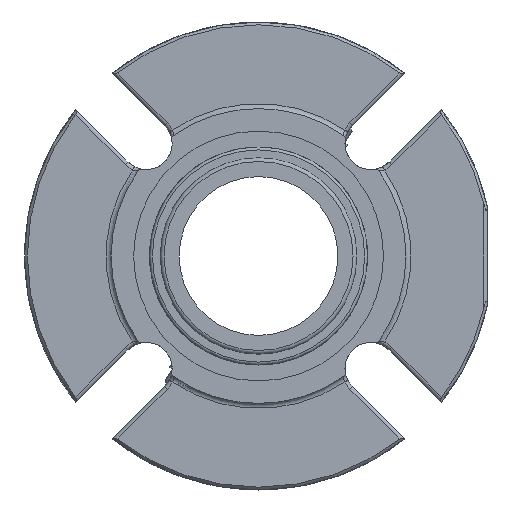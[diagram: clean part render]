
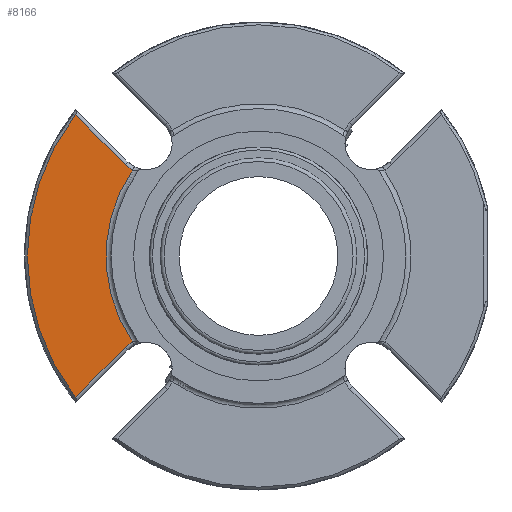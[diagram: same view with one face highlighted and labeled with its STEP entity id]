
A CAD part, left-side view. The second image highlights one B-rep face of the part: STEP entity #8166.
In plain terms, the highlighted planar face has unit normal (-1, 0, 0).
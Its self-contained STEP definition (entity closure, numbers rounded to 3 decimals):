
#937=LINE('',#15823,#1418);
#976=LINE('',#16131,#1457);
#1418=VECTOR('',#10188,1000.);
#1457=VECTOR('',#10365,1000.);
#1688=PLANE('',#8789);
#3165=ORIENTED_EDGE('',*,*,#4912,.T.);
#3166=ORIENTED_EDGE('',*,*,#4906,.F.);
#3167=ORIENTED_EDGE('',*,*,#5016,.T.);
#3168=ORIENTED_EDGE('',*,*,#5017,.T.);
#3169=ORIENTED_EDGE('',*,*,#5018,.T.);
#3170=ORIENTED_EDGE('',*,*,#5019,.T.);
#4906=EDGE_CURVE('',#5910,#5911,#6373,.T.);
#4912=EDGE_CURVE('',#5916,#5911,#937,.F.);
#5016=EDGE_CURVE('',#5910,#5985,#976,.F.);
#5017=EDGE_CURVE('',#5985,#5986,#6415,.F.);
#5018=EDGE_CURVE('',#5986,#5987,#6416,.F.);
#5019=EDGE_CURVE('',#5987,#5916,#6417,.F.);
#5910=VERTEX_POINT('',#15800);
#5911=VERTEX_POINT('',#15801);
#5916=VERTEX_POINT('',#15824);
#5985=VERTEX_POINT('',#16130);
#5986=VERTEX_POINT('',#16134);
#5987=VERTEX_POINT('',#16136);
#6373=CIRCLE('',#8717,62.611);
#6415=CIRCLE('',#8790,8.);
#6416=CIRCLE('',#8791,41.3);
#6417=CIRCLE('',#8792,8.);
#6898=EDGE_LOOP('',(#3165,#3166,#3167,#3168,#3169,#3170));
#7467=FACE_BOUND('',#6898,.T.);
#8166=ADVANCED_FACE('',(#7467),#1688,.T.);
#8717=AXIS2_PLACEMENT_3D('',#15799,#10181,#10182);
#8789=AXIS2_PLACEMENT_3D('',#16132,#10366,#10367);
#8790=AXIS2_PLACEMENT_3D('',#16133,#10368,#10369);
#8791=AXIS2_PLACEMENT_3D('',#16135,#10370,#10371);
#8792=AXIS2_PLACEMENT_3D('',#16137,#10372,#10373);
#10181=DIRECTION('',(1.,0.,0.));
#10182=DIRECTION('',(0.,0.,1.));
#10188=DIRECTION('',(0.,-0.707,-0.707));
#10365=DIRECTION('',(0.,0.707,-0.707));
#10366=DIRECTION('',(-1.,0.,0.));
#10367=DIRECTION('',(0.,-1.,0.));
#10368=DIRECTION('',(-1.,0.,0.));
#10369=DIRECTION('',(0.,-1.,0.));
#10370=DIRECTION('',(-1.,0.,0.));
#10371=DIRECTION('',(0.,-1.,0.));
#10372=DIRECTION('',(-1.,0.,0.));
#10373=DIRECTION('',(0.,-1.,0.));
#15799=CARTESIAN_POINT('',(0.889,0.,0.));
#15800=CARTESIAN_POINT('',(0.889,49.567,-38.253));
#15801=CARTESIAN_POINT('',(0.889,49.567,38.253));
#15823=CARTESIAN_POINT('',(0.889,50.996,39.682));
#15824=CARTESIAN_POINT('',(0.889,36.062,24.749));
#16130=CARTESIAN_POINT('',(0.889,36.062,-24.749));
#16131=CARTESIAN_POINT('',(0.889,36.062,-24.749));
#16132=CARTESIAN_POINT('',(0.889,39.8,0.));
#16133=CARTESIAN_POINT('',(0.889,30.406,-30.406));
#16134=CARTESIAN_POINT('',(0.889,34.095,-23.307));
#16135=CARTESIAN_POINT('',(0.889,0.,0.));
#16136=CARTESIAN_POINT('',(0.889,34.095,23.307));
#16137=CARTESIAN_POINT('',(0.889,30.406,30.406));
